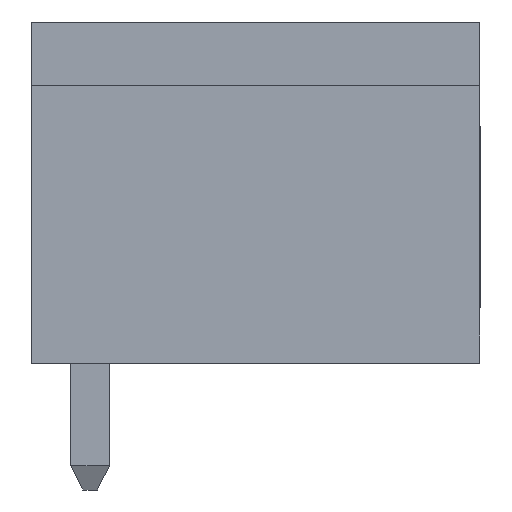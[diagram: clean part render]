
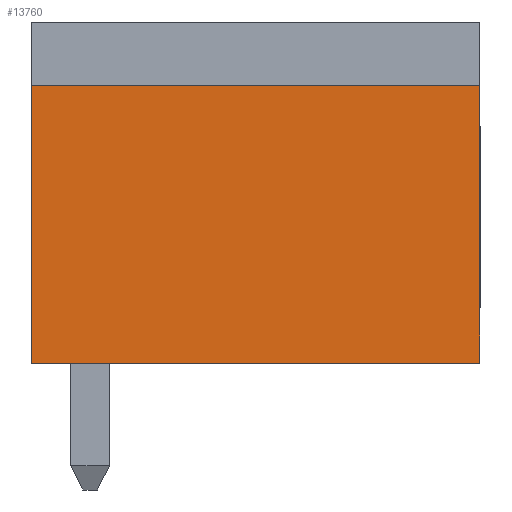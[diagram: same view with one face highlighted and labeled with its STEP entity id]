
A CAD part, left-side view. The second image highlights one B-rep face of the part: STEP entity #13760.
In plain terms, the highlighted planar face has unit normal (-1, 0, 0).
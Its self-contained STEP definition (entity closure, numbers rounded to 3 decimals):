
#3454=ORIENTED_EDGE('',*,*,#5801,.F.);
#3455=ORIENTED_EDGE('',*,*,#5900,.F.);
#3456=ORIENTED_EDGE('',*,*,#5774,.F.);
#3457=ORIENTED_EDGE('',*,*,#5721,.F.);
#5721=EDGE_CURVE('',#7247,#7248,#8887,.T.);
#5774=EDGE_CURVE('',#7248,#7295,#8928,.T.);
#5801=EDGE_CURVE('',#7315,#7247,#8951,.T.);
#5900=EDGE_CURVE('',#7295,#7315,#9047,.T.);
#7247=VERTEX_POINT('',#21210);
#7248=VERTEX_POINT('',#21212);
#7295=VERTEX_POINT('',#21315);
#7315=VERTEX_POINT('',#21366);
#8887=LINE('',#21211,#10633);
#8928=LINE('',#21314,#10674);
#8951=LINE('',#21367,#10697);
#9047=LINE('',#21566,#10793);
#10633=VECTOR('',#17298,1000.);
#10674=VECTOR('',#17369,1000.);
#10697=VECTOR('',#17410,1000.);
#10793=VECTOR('',#17606,1000.);
#11716=EDGE_LOOP('',(#3454,#3455,#3456,#3457));
#12479=FACE_BOUND('',#11716,.T.);
#13118=PLANE('',#14622);
#13760=ADVANCED_FACE('',(#12479),#13118,.F.);
#14622=AXIS2_PLACEMENT_3D('',#21567,#17607,#17608);
#17298=DIRECTION('',(0.,1.,0.));
#17369=DIRECTION('',(0.,0.,1.));
#17410=DIRECTION('',(0.,0.,-1.));
#17606=DIRECTION('',(0.,-1.,0.));
#17607=DIRECTION('',(1.,0.,0.));
#17608=DIRECTION('',(0.,0.,-1.));
#21210=CARTESIAN_POINT('',(-22.65,0.,-3.5));
#21211=CARTESIAN_POINT('',(-22.65,0.,-3.5));
#21212=CARTESIAN_POINT('',(-22.65,9.2,-3.5));
#21314=CARTESIAN_POINT('',(-22.65,9.2,-3.5));
#21315=CARTESIAN_POINT('',(-22.65,9.2,2.2));
#21366=CARTESIAN_POINT('',(-22.65,0.,2.2));
#21367=CARTESIAN_POINT('',(-22.65,0.,2.2));
#21566=CARTESIAN_POINT('',(-22.65,9.2,2.2));
#21567=CARTESIAN_POINT('',(-22.65,0.,0.));
